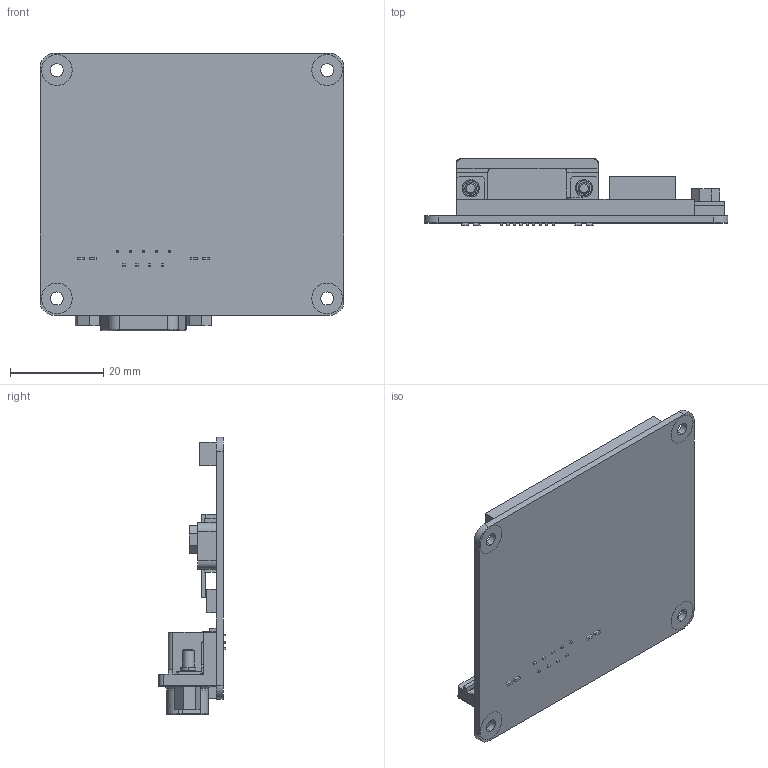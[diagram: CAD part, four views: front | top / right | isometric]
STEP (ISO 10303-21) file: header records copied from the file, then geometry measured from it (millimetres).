
FILE_DESCRIPTION (( 'STEP AP214' ), '1' );
FILE_NAME ('SKPANG PiCAN2 CAN-Bus Board for Raspberry Pi.STEP', '2019-12-27T16:28:24', ( '' ), ( '' ), 'SwSTEP 2.0', 'SolidWorks 2018', '' );
FILE_SCHEMA (( 'AUTOMOTIVE_DESIGN' ));
Length unit declared in the file: millimetre
Products named in the file (1): SKPANG PiCAN2 CAN-Bus Board for Raspberry Pi
Bounding box: 65.16 x 14.4 x 59.45 mm (x, y, z)
Volume: 10708 mm3; surface area: 13150.6 mm2
Topology: 16 solids, 16 shells, 579 faces, 1449 edges, 931 vertices
Faces by surface type: plane 384, cylinder 133, cone 44, bspline 18
Entity records: 19816 total; most frequent: CARTESIAN_POINT 5559, ORIENTED_EDGE 2898, DIRECTION 2296, EDGE_CURVE 1449, VERTEX_POINT 931, AXIS2_PLACEMENT_3D 826, VECTOR 644, LINE 644
